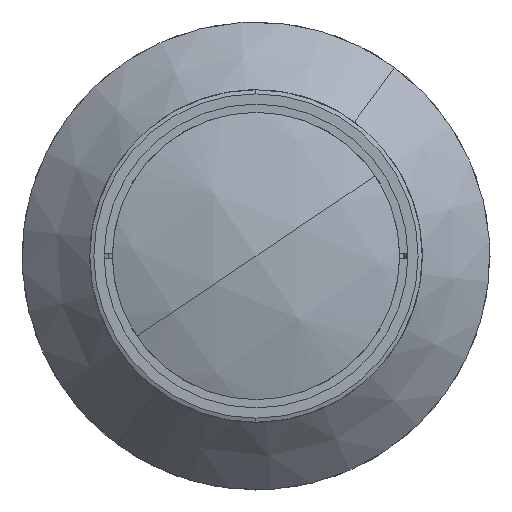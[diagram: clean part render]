
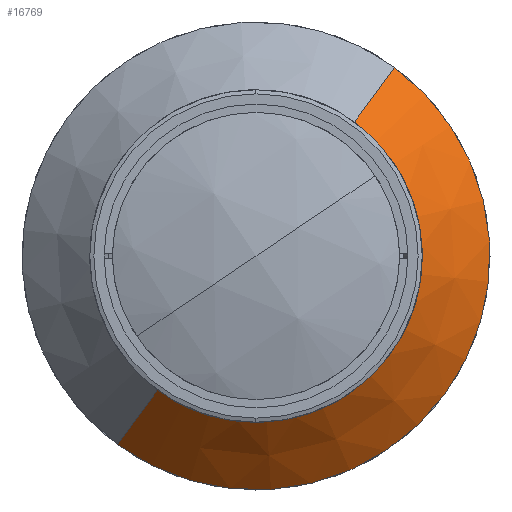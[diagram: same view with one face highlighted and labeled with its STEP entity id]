
A CAD part, left-side view. The second image highlights one B-rep face of the part: STEP entity #16769.
In plain terms, the highlighted conical face has half-angle 45 degrees and reference radius 57 mm.
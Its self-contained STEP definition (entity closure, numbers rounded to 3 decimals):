
#975 = CARTESIAN_POINT ( 'NONE',  ( 252.83, 0., 0. ) ) ;
#2665 = DIRECTION ( 'NONE',  ( 0., -0.592, 0.806 ) ) ;
#3219 = DIRECTION ( 'NONE',  ( 0., 0.592, -0.806 ) ) ;
#3420 = CIRCLE ( 'NONE', #26328, 57. ) ;
#3781 = CARTESIAN_POINT ( 'NONE',  ( 236.33, -23.99, 32.63 ) ) ;
#4821 = ORIENTED_EDGE ( 'NONE', *, *, #18636, .F. ) ;
#6114 = VECTOR ( 'NONE', #6859, 1000. ) ;
#6859 = DIRECTION ( 'NONE',  ( 0.707, -0.419, 0.57 ) ) ;
#7793 = DIRECTION ( 'NONE',  ( -1., 0., 0. ) ) ;
#9407 = CARTESIAN_POINT ( 'NONE',  ( 252.83, 33.763, -45.924 ) ) ;
#10471 = EDGE_CURVE ( 'NONE', #22892, #27875, #27937, .T. ) ;
#11095 = CARTESIAN_POINT ( 'NONE',  ( 252.83, 33.763, -45.924 ) ) ;
#13212 = VERTEX_POINT ( 'NONE', #19181 ) ;
#13975 = EDGE_CURVE ( 'NONE', #27875, #13212, #3420, .T. ) ;
#14027 = ORIENTED_EDGE ( 'NONE', *, *, #26909, .F. ) ;
#16070 = AXIS2_PLACEMENT_3D ( 'NONE', #20127, #26593, #2665 ) ;
#16513 = DIRECTION ( 'NONE',  ( -1., 0., 0. ) ) ;
#16678 = VERTEX_POINT ( 'NONE', #3781 ) ;
#16769 = ADVANCED_FACE ( 'NONE', ( #23516 ), #28801, .T. ) ;
#17213 = LINE ( 'NONE', #22402, #6114 ) ;
#17689 = DIRECTION ( 'NONE',  ( 0.707, 0.419, -0.57 ) ) ;
#18636 = EDGE_CURVE ( 'NONE', #16678, #13212, #17213, .T. ) ;
#19181 = CARTESIAN_POINT ( 'NONE',  ( 252.83, -33.763, 45.924 ) ) ;
#19739 = CARTESIAN_POINT ( 'NONE',  ( 236.33, 23.99, -32.63 ) ) ;
#20127 = CARTESIAN_POINT ( 'NONE',  ( 252.83, 0., 0. ) ) ;
#21079 = CARTESIAN_POINT ( 'NONE',  ( 236.33, 0., 0. ) ) ;
#21195 = EDGE_LOOP ( 'NONE', ( #14027, #21844, #27005, #4821 ) ) ;
#21844 = ORIENTED_EDGE ( 'NONE', *, *, #10471, .T. ) ;
#21982 = VECTOR ( 'NONE', #17689, 1000. ) ;
#22402 = CARTESIAN_POINT ( 'NONE',  ( 252.83, -33.763, 45.924 ) ) ;
#22892 = VERTEX_POINT ( 'NONE', #19739 ) ;
#23150 = CIRCLE ( 'NONE', #24855, 40.5 ) ;
#23340 = DIRECTION ( 'NONE',  ( 0., 0.592, -0.806 ) ) ;
#23516 = FACE_OUTER_BOUND ( 'NONE', #21195, .T. ) ;
#24855 = AXIS2_PLACEMENT_3D ( 'NONE', #21079, #7793, #23340 ) ;
#26328 = AXIS2_PLACEMENT_3D ( 'NONE', #975, #16513, #3219 ) ;
#26593 = DIRECTION ( 'NONE',  ( 1., 0., 0. ) ) ;
#26909 = EDGE_CURVE ( 'NONE', #22892, #16678, #23150, .T. ) ;
#27005 = ORIENTED_EDGE ( 'NONE', *, *, #13975, .T. ) ;
#27875 = VERTEX_POINT ( 'NONE', #9407 ) ;
#27937 = LINE ( 'NONE', #11095, #21982 ) ;
#28801 = CONICAL_SURFACE ( 'NONE', #16070, 57., 0.785 ) ;
